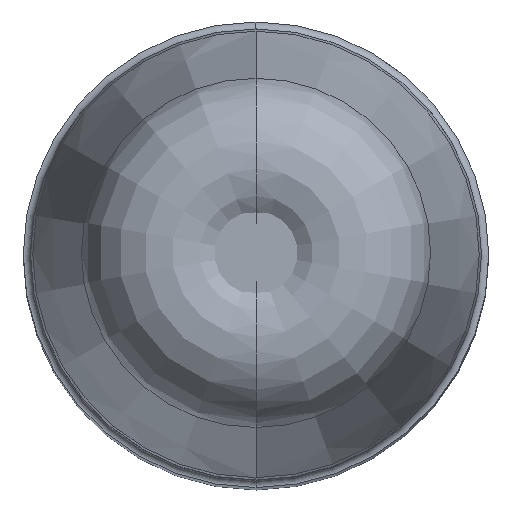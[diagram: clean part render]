
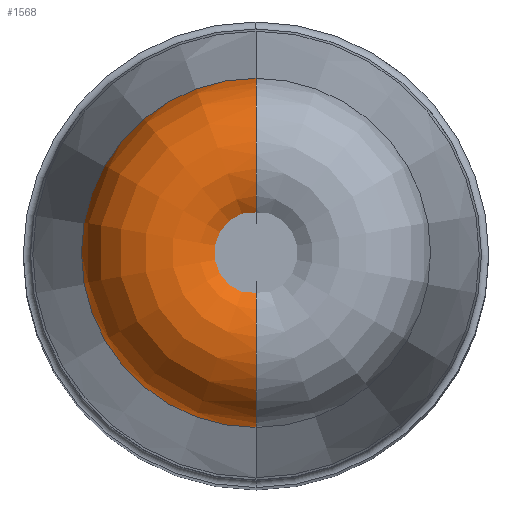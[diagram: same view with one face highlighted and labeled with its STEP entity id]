
A CAD part, top view. The second image highlights one B-rep face of the part: STEP entity #1568.
In plain terms, the highlighted face is a revolution surface.
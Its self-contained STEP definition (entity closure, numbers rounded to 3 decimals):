
#1341=CARTESIAN_POINT('',(0.,0.,86.004));
#1342=DIRECTION('',(0.,0.,1.));
#1343=DIRECTION('',(0.,1.,0.));
#1344=AXIS2_PLACEMENT_3D('',#1341,#1342,#1343);
#1349=CARTESIAN_POINT('',(0.,6.,86.004));
#1350=CARTESIAN_POINT('',(0.,6.,86.113));
#1351=CARTESIAN_POINT('',(0.,5.988,86.329));
#1352=CARTESIAN_POINT('',(0.,5.936,86.651));
#1353=CARTESIAN_POINT('',(0.,5.849,86.964));
#1354=CARTESIAN_POINT('',(0.,5.729,87.267));
#1355=CARTESIAN_POINT('',(0.,5.576,87.554));
#1356=CARTESIAN_POINT('',(0.,5.394,87.823));
#1357=CARTESIAN_POINT('',(0.,5.184,88.071));
#1358=CARTESIAN_POINT('',(0.,4.948,88.295));
#1359=CARTESIAN_POINT('',(0.,4.69,88.492));
#1360=CARTESIAN_POINT('',(0.,4.412,88.66));
#1361=CARTESIAN_POINT('',(0.,4.118,88.797));
#1362=CARTESIAN_POINT('',(0.,3.811,88.901));
#1363=CARTESIAN_POINT('',(0.,3.495,88.971));
#1364=CARTESIAN_POINT('',(0.,3.173,89.006));
#1365=CARTESIAN_POINT('',(0.,2.85,89.006));
#1366=CARTESIAN_POINT('',(0.,2.529,88.971));
#1367=CARTESIAN_POINT('',(0.,2.215,88.901));
#1368=CARTESIAN_POINT('',(0.,1.912,88.797));
#1369=CARTESIAN_POINT('',(0.,1.623,88.66));
#1370=CARTESIAN_POINT('',(0.,1.353,88.493));
#1371=CARTESIAN_POINT('',(0.,1.105,88.296));
#1372=CARTESIAN_POINT('',(0.,0.886,88.073));
#1373=CARTESIAN_POINT('',(0.,0.698,87.825));
#1374=CARTESIAN_POINT('',(0.,0.549,87.555));
#1375=CARTESIAN_POINT('',(0.,0.445,87.265));
#1376=CARTESIAN_POINT('',(0.,0.388,86.961));
#1377=CARTESIAN_POINT('',(0.,0.369,86.647));
#1378=CARTESIAN_POINT('',(0.,0.366,86.328));
#1379=CARTESIAN_POINT('',(0.,0.368,86.113));
#1380=CARTESIAN_POINT('',(0.,0.367,86.004));
#1393=CARTESIAN_POINT('',(0.,-6.,86.004));
#1394=CARTESIAN_POINT('',(0.,-6.,86.113));
#1395=CARTESIAN_POINT('',(0.,-5.988,86.329));
#1396=CARTESIAN_POINT('',(0.,-5.936,86.651));
#1397=CARTESIAN_POINT('',(0.,-5.849,86.964));
#1398=CARTESIAN_POINT('',(0.,-5.729,87.267));
#1399=CARTESIAN_POINT('',(0.,-5.576,87.554));
#1400=CARTESIAN_POINT('',(0.,-5.394,87.823));
#1401=CARTESIAN_POINT('',(0.,-5.184,88.071));
#1402=CARTESIAN_POINT('',(0.,-4.948,88.295));
#1403=CARTESIAN_POINT('',(0.,-4.69,88.492));
#1404=CARTESIAN_POINT('',(0.,-4.412,88.66));
#1405=CARTESIAN_POINT('',(0.,-4.118,88.797));
#1406=CARTESIAN_POINT('',(0.,-3.811,88.901));
#1407=CARTESIAN_POINT('',(0.,-3.495,88.971));
#1408=CARTESIAN_POINT('',(0.,-3.173,89.006));
#1409=CARTESIAN_POINT('',(0.,-2.85,89.006));
#1410=CARTESIAN_POINT('',(0.,-2.529,88.971));
#1411=CARTESIAN_POINT('',(0.,-2.215,88.901));
#1412=CARTESIAN_POINT('',(0.,-1.912,88.797));
#1413=CARTESIAN_POINT('',(0.,-1.623,88.66));
#1414=CARTESIAN_POINT('',(0.,-1.353,88.493));
#1415=CARTESIAN_POINT('',(0.,-1.105,88.296));
#1416=CARTESIAN_POINT('',(0.,-0.886,88.073));
#1417=CARTESIAN_POINT('',(0.,-0.698,87.825));
#1418=CARTESIAN_POINT('',(0.,-0.549,87.555));
#1419=CARTESIAN_POINT('',(0.,-0.445,87.265));
#1420=CARTESIAN_POINT('',(0.,-0.388,86.961));
#1421=CARTESIAN_POINT('',(0.,-0.369,86.647));
#1422=CARTESIAN_POINT('',(0.,-0.366,86.328));
#1423=CARTESIAN_POINT('',(0.,-0.368,86.113));
#1424=CARTESIAN_POINT('',(0.,-0.367,86.004));
#1509=CARTESIAN_POINT('',(0.,0.,86.004));
#1510=DIRECTION('',(0.,0.,1.));
#1511=DIRECTION('',(0.,1.,0.));
#1512=AXIS2_PLACEMENT_3D('',#1509,#1510,#1511);
#1517=VERTEX_POINT('',#1349);
#1518=VERTEX_POINT('',#1380);
#1519=VERTEX_POINT('',#1393);
#1520=VERTEX_POINT('',#1424);
#1521=CARTESIAN_POINT('',(0.,6.,86.004));
#1522=CARTESIAN_POINT('',(0.,6.,86.113));
#1523=CARTESIAN_POINT('',(0.,5.988,86.329));
#1524=CARTESIAN_POINT('',(0.,5.936,86.651));
#1525=CARTESIAN_POINT('',(0.,5.849,86.964));
#1526=CARTESIAN_POINT('',(0.,5.729,87.267));
#1527=CARTESIAN_POINT('',(0.,5.576,87.554));
#1528=CARTESIAN_POINT('',(0.,5.394,87.823));
#1529=CARTESIAN_POINT('',(0.,5.184,88.071));
#1530=CARTESIAN_POINT('',(0.,4.948,88.295));
#1531=CARTESIAN_POINT('',(0.,4.69,88.492));
#1532=CARTESIAN_POINT('',(0.,4.412,88.66));
#1533=CARTESIAN_POINT('',(0.,4.118,88.797));
#1534=CARTESIAN_POINT('',(0.,3.811,88.901));
#1535=CARTESIAN_POINT('',(0.,3.495,88.971));
#1536=CARTESIAN_POINT('',(0.,3.173,89.006));
#1537=CARTESIAN_POINT('',(0.,2.85,89.006));
#1538=CARTESIAN_POINT('',(0.,2.529,88.971));
#1539=CARTESIAN_POINT('',(0.,2.215,88.901));
#1540=CARTESIAN_POINT('',(0.,1.912,88.797));
#1541=CARTESIAN_POINT('',(0.,1.623,88.66));
#1542=CARTESIAN_POINT('',(0.,1.353,88.493));
#1543=CARTESIAN_POINT('',(0.,1.105,88.296));
#1544=CARTESIAN_POINT('',(0.,0.886,88.073));
#1545=CARTESIAN_POINT('',(0.,0.698,87.825));
#1546=CARTESIAN_POINT('',(0.,0.549,87.555));
#1547=CARTESIAN_POINT('',(0.,0.445,87.265));
#1548=CARTESIAN_POINT('',(0.,0.388,86.961));
#1549=CARTESIAN_POINT('',(0.,0.369,86.647));
#1550=CARTESIAN_POINT('',(0.,0.366,86.328));
#1551=CARTESIAN_POINT('',(0.,0.368,86.113));
#1552=CARTESIAN_POINT('',(0.,0.367,86.004));
#1554=CARTESIAN_POINT('',(0.,0.,-4.45));
#1555=DIRECTION('',(0.,0.,1.));
#1556=AXIS1_PLACEMENT('',#1554,#1555);
#1557=SURFACE_OF_REVOLUTION('',#1553,#1556);
#1559=ORIENTED_EDGE('',*,*,#1558,.T.);
#1561=ORIENTED_EDGE('',*,*,#1560,.T.);
#1563=ORIENTED_EDGE('',*,*,#1562,.F.);
#1565=ORIENTED_EDGE('',*,*,#1564,.F.);
#1566=EDGE_LOOP('',(#1559,#1561,#1563,#1565));
#1567=FACE_OUTER_BOUND('',#1566,.F.);
#1345=CIRCLE('',#1344,6.);
#1381=B_SPLINE_CURVE_WITH_KNOTS('',3,(#1349,#1350,#1351,#1352,#1353,#1354,#1355,
#1356,#1357,#1358,#1359,#1360,#1361,#1362,#1363,#1364,#1365,#1366,#1367,#1368,
#1369,#1370,#1371,#1372,#1373,#1374,#1375,#1376,#1377,#1378,#1379,#1380),
.UNSPECIFIED.,.F.,.F.,(4,1,1,1,1,1,1,1,1,1,1,1,1,1,1,1,1,1,1,1,1,1,1,1,1,1,1,1,
1,4),(0.,0.035,0.07,0.105,
0.14,0.175,0.21,0.245,
0.28,0.315,0.35,0.385,
0.42,0.454,0.489,0.524,
0.559,0.593,0.628,0.662,
0.696,0.73,0.764,0.798,
0.831,0.864,0.897,0.93,
0.965,1.),.UNSPECIFIED.);
#1425=B_SPLINE_CURVE_WITH_KNOTS('',3,(#1393,#1394,#1395,#1396,#1397,#1398,#1399,
#1400,#1401,#1402,#1403,#1404,#1405,#1406,#1407,#1408,#1409,#1410,#1411,#1412,
#1413,#1414,#1415,#1416,#1417,#1418,#1419,#1420,#1421,#1422,#1423,#1424),
.UNSPECIFIED.,.F.,.F.,(4,1,1,1,1,1,1,1,1,1,1,1,1,1,1,1,1,1,1,1,1,1,1,1,1,1,1,1,
1,4),(0.,0.035,0.07,0.105,
0.14,0.175,0.21,0.245,
0.28,0.315,0.35,0.385,
0.42,0.454,0.489,0.524,
0.559,0.593,0.628,0.662,
0.696,0.73,0.764,0.798,
0.831,0.864,0.897,0.93,
0.965,1.),.UNSPECIFIED.);
#1513=CIRCLE('',#1512,0.367);
#1553=B_SPLINE_CURVE_WITH_KNOTS('',3,(#1521,#1522,#1523,#1524,#1525,#1526,#1527,
#1528,#1529,#1530,#1531,#1532,#1533,#1534,#1535,#1536,#1537,#1538,#1539,#1540,
#1541,#1542,#1543,#1544,#1545,#1546,#1547,#1548,#1549,#1550,#1551,#1552),
.UNSPECIFIED.,.F.,.F.,(4,1,1,1,1,1,1,1,1,1,1,1,1,1,1,1,1,1,1,1,1,1,1,1,1,1,1,1,
1,4),(0.,0.035,0.07,0.105,
0.14,0.175,0.21,0.245,
0.28,0.315,0.35,0.385,
0.42,0.454,0.489,0.524,
0.559,0.593,0.628,0.662,
0.696,0.73,0.764,0.798,
0.831,0.864,0.897,0.93,
0.965,1.),.UNSPECIFIED.);
#1558=EDGE_CURVE('',#1517,#1518,#1381,.T.);
#1560=EDGE_CURVE('',#1518,#1520,#1513,.T.);
#1562=EDGE_CURVE('',#1519,#1520,#1425,.T.);
#1564=EDGE_CURVE('',#1517,#1519,#1345,.T.);
#1568=ADVANCED_FACE('',(#1567),#1557,.T.);
